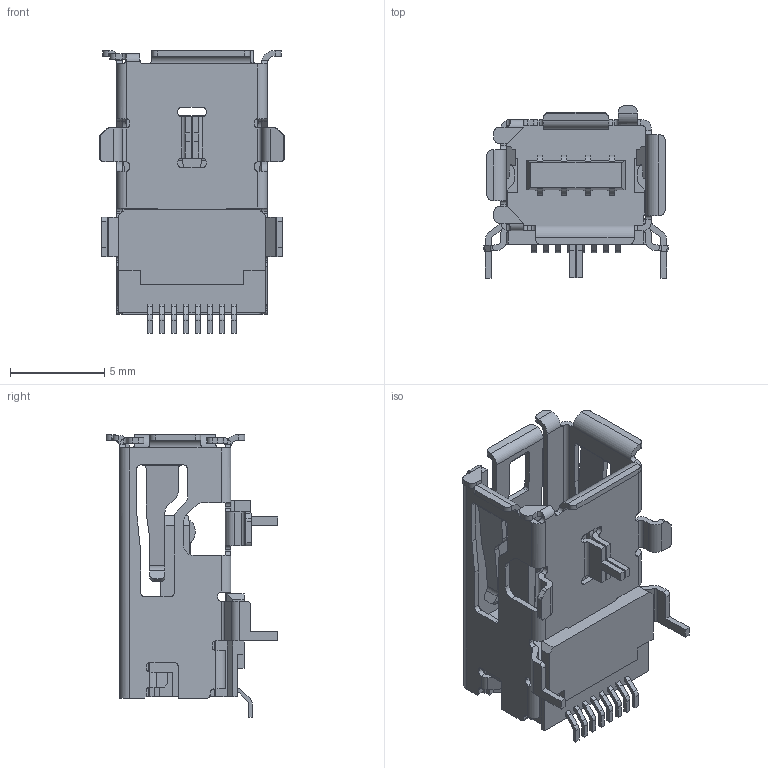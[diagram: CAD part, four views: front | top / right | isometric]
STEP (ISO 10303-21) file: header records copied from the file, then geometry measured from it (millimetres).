
FILE_DESCRIPTION((''),'2;1');
FILE_NAME('C-2294415-1','2018-02-26T',('workeradm'),('TE Connectivity Ltd.'),'CREO PARAMETRIC BY PTC INC, 2016050','CREO PARAMETRIC BY PTC INC, 2016050','');
FILE_SCHEMA(('AUTOMOTIVE_DESIGN { 1 0 10303 214 1 1 1 1 }'));
Length unit declared in the file: millimetre
Products named in the file (1): C-2294415-1
Bounding box: 9.81 x 9.13 x 15 mm (x, y, z)
Volume: 316.8 mm3; surface area: 923.9 mm2
Topology: 1 solids, 1 shells, 651 faces, 1886 edges, 1230 vertices
Faces by surface type: plane 415, cylinder 234, torus 2
Entity records: 21590 total; most frequent: CARTESIAN_POINT 4040, ORIENTED_EDGE 3772, DIRECTION 3592, EDGE_CURVE 1886, VECTOR 1382, LINE 1382, VERTEX_POINT 1230, AXIS2_PLACEMENT_3D 1105
